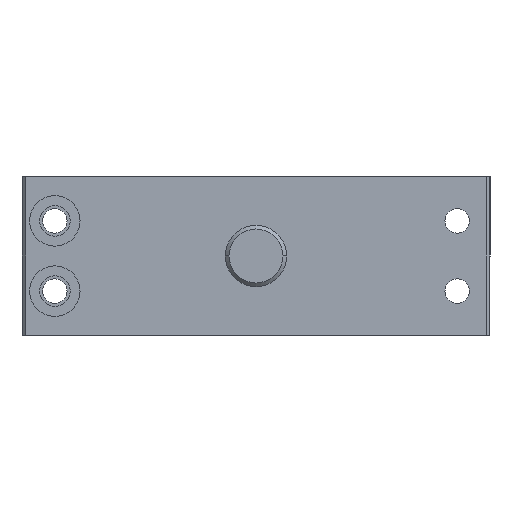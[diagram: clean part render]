
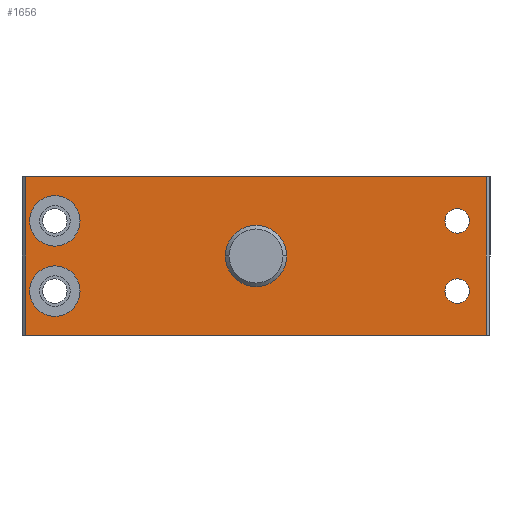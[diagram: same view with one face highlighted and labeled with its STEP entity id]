
A CAD part, left-side view. The second image highlights one B-rep face of the part: STEP entity #1656.
In plain terms, the highlighted planar face has unit normal (-1, 0, 0).
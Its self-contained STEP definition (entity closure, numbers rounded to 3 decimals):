
#121 = CARTESIAN_POINT ( 'NONE',  ( -32.472, -15.308, -13.15 ) ) ;
#131 = VECTOR ( 'NONE', #2118, 1000. ) ;
#163 = AXIS2_PLACEMENT_3D ( 'NONE', #1878, #3107, #3433 ) ;
#222 = DIRECTION ( 'NONE',  ( -1., 0., 0. ) ) ;
#266 = CARTESIAN_POINT ( 'NONE',  ( -32.472, 96.442, 9.75 ) ) ;
#281 = ORIENTED_EDGE ( 'NONE', *, *, #2786, .T. ) ;
#289 = ORIENTED_EDGE ( 'NONE', *, *, #1454, .F. ) ;
#333 = VERTEX_POINT ( 'NONE', #2298 ) ;
#334 = EDGE_LOOP ( 'NONE', ( #2774, #281 ) ) ;
#374 = LINE ( 'NONE', #3015, #2710 ) ;
#505 = FACE_BOUND ( 'NONE', #1252, .T. ) ;
#533 = VERTEX_POINT ( 'NONE', #2623 ) ;
#585 = EDGE_CURVE ( 'NONE', #1390, #333, #2499, .T. ) ;
#600 = CARTESIAN_POINT ( 'NONE',  ( -32.472, -15.308, -9.75 ) ) ;
#619 = EDGE_LOOP ( 'NONE', ( #1394, #1164 ) ) ;
#650 = VERTEX_POINT ( 'NONE', #906 ) ;
#705 = CARTESIAN_POINT ( 'NONE',  ( -32.472, -15.308, 9.75 ) ) ;
#739 = ORIENTED_EDGE ( 'NONE', *, *, #2455, .T. ) ;
#771 = CARTESIAN_POINT ( 'NONE',  ( -32.472, 104.567, 22. ) ) ;
#801 = AXIS2_PLACEMENT_3D ( 'NONE', #705, #3735, #1913 ) ;
#815 = EDGE_CURVE ( 'NONE', #650, #1363, #2093, .T. ) ;
#820 = AXIS2_PLACEMENT_3D ( 'NONE', #2667, #1444, #3576 ) ;
#822 = CIRCLE ( 'NONE', #2609, 8.5 ) ;
#832 = VECTOR ( 'NONE', #2566, 1000. ) ;
#843 = FACE_BOUND ( 'NONE', #619, .T. ) ;
#889 = DIRECTION ( 'NONE',  ( -1., 0., 0. ) ) ;
#892 = VECTOR ( 'NONE', #1492, 1000. ) ;
#906 = CARTESIAN_POINT ( 'NONE',  ( -32.472, -15.308, -6.35 ) ) ;
#913 = CIRCLE ( 'NONE', #1699, 7. ) ;
#939 = DIRECTION ( 'NONE',  ( 1., 0., 0. ) ) ;
#947 = EDGE_CURVE ( 'NONE', #1633, #333, #374, .T. ) ;
#977 = EDGE_LOOP ( 'NONE', ( #1584, #2211 ) ) ;
#982 = DIRECTION ( 'NONE',  ( 0., -1., 0. ) ) ;
#1034 = FACE_BOUND ( 'NONE', #977, .T. ) ;
#1039 = VERTEX_POINT ( 'NONE', #1889 ) ;
#1141 = DIRECTION ( 'NONE',  ( 0., -1., 0. ) ) ;
#1164 = ORIENTED_EDGE ( 'NONE', *, *, #1623, .F. ) ;
#1234 = DIRECTION ( 'NONE',  ( 0., 1., 0. ) ) ;
#1252 = EDGE_LOOP ( 'NONE', ( #1941, #289 ) ) ;
#1314 = LINE ( 'NONE', #2443, #892 ) ;
#1363 = VERTEX_POINT ( 'NONE', #121 ) ;
#1390 = VERTEX_POINT ( 'NONE', #771 ) ;
#1394 = ORIENTED_EDGE ( 'NONE', *, *, #2326, .F. ) ;
#1400 = CIRCLE ( 'NONE', #163, 7. ) ;
#1412 = DIRECTION ( 'NONE',  ( -1., 0., 0. ) ) ;
#1444 = DIRECTION ( 'NONE',  ( 1., 0., 0. ) ) ;
#1454 = EDGE_CURVE ( 'NONE', #1765, #3094, #2414, .T. ) ;
#1485 = CARTESIAN_POINT ( 'NONE',  ( -32.472, 103.442, -9.75 ) ) ;
#1492 = DIRECTION ( 'NONE',  ( 0., 0., -1. ) ) ;
#1584 = ORIENTED_EDGE ( 'NONE', *, *, #3859, .T. ) ;
#1598 = FACE_BOUND ( 'NONE', #3589, .T. ) ;
#1612 = EDGE_CURVE ( 'NONE', #1390, #3774, #1314, .T. ) ;
#1623 = EDGE_CURVE ( 'NONE', #1039, #2932, #1991, .T. ) ;
#1633 = VERTEX_POINT ( 'NONE', #2117 ) ;
#1644 = CARTESIAN_POINT ( 'NONE',  ( -32.472, 105.567, 22. ) ) ;
#1656 = ADVANCED_FACE ( 'NONE', ( #1034, #3136, #843, #3366, #505, #1598 ), #1809, .T. ) ;
#1699 = AXIS2_PLACEMENT_3D ( 'NONE', #266, #939, #1234 ) ;
#1757 = EDGE_CURVE ( 'NONE', #1363, #650, #3130, .T. ) ;
#1765 = VERTEX_POINT ( 'NONE', #1841 ) ;
#1798 = CARTESIAN_POINT ( 'NONE',  ( -32.472, 40.567, 0. ) ) ;
#1809 = PLANE ( 'NONE',  #3756 ) ;
#1841 = CARTESIAN_POINT ( 'NONE',  ( -32.472, -15.308, 6.35 ) ) ;
#1844 = AXIS2_PLACEMENT_3D ( 'NONE', #600, #3659, #982 ) ;
#1878 = CARTESIAN_POINT ( 'NONE',  ( -32.472, 96.442, -9.75 ) ) ;
#1889 = CARTESIAN_POINT ( 'NONE',  ( -32.472, 32.067, 0. ) ) ;
#1913 = DIRECTION ( 'NONE',  ( 0., -1., 0. ) ) ;
#1941 = ORIENTED_EDGE ( 'NONE', *, *, #2853, .F. ) ;
#1968 = VERTEX_POINT ( 'NONE', #1485 ) ;
#1991 = CIRCLE ( 'NONE', #3079, 8.5 ) ;
#2035 = ORIENTED_EDGE ( 'NONE', *, *, #585, .F. ) ;
#2093 = CIRCLE ( 'NONE', #2742, 3.4 ) ;
#2117 = CARTESIAN_POINT ( 'NONE',  ( -32.472, -23.433, -22. ) ) ;
#2118 = DIRECTION ( 'NONE',  ( 0., -1., 0. ) ) ;
#2205 = VERTEX_POINT ( 'NONE', #2953 ) ;
#2211 = ORIENTED_EDGE ( 'NONE', *, *, #2601, .T. ) ;
#2257 = EDGE_LOOP ( 'NONE', ( #739, #3503, #2035, #2259 ) ) ;
#2259 = ORIENTED_EDGE ( 'NONE', *, *, #1612, .T. ) ;
#2261 = VERTEX_POINT ( 'NONE', #2354 ) ;
#2298 = CARTESIAN_POINT ( 'NONE',  ( -32.472, -23.433, 22. ) ) ;
#2311 = EDGE_CURVE ( 'NONE', #533, #1968, #3848, .T. ) ;
#2323 = CARTESIAN_POINT ( 'NONE',  ( -32.472, -15.308, 13.15 ) ) ;
#2326 = EDGE_CURVE ( 'NONE', #2932, #1039, #822, .T. ) ;
#2354 = CARTESIAN_POINT ( 'NONE',  ( -32.472, 103.442, 9.75 ) ) ;
#2365 = CARTESIAN_POINT ( 'NONE',  ( -32.472, 40.567, 0. ) ) ;
#2403 = CARTESIAN_POINT ( 'NONE',  ( -32.472, 105.567, -22. ) ) ;
#2414 = CIRCLE ( 'NONE', #3278, 3.4 ) ;
#2443 = CARTESIAN_POINT ( 'NONE',  ( -32.472, 104.567, -22. ) ) ;
#2455 = EDGE_CURVE ( 'NONE', #3774, #1633, #3160, .T. ) ;
#2489 = CARTESIAN_POINT ( 'NONE',  ( -32.472, -15.308, -9.75 ) ) ;
#2499 = LINE ( 'NONE', #1644, #832 ) ;
#2566 = DIRECTION ( 'NONE',  ( 0., -1., 0. ) ) ;
#2601 = EDGE_CURVE ( 'NONE', #2261, #2205, #2867, .T. ) ;
#2609 = AXIS2_PLACEMENT_3D ( 'NONE', #2365, #222, #1141 ) ;
#2623 = CARTESIAN_POINT ( 'NONE',  ( -32.472, 89.442, -9.75 ) ) ;
#2667 = CARTESIAN_POINT ( 'NONE',  ( -32.472, 96.442, -9.75 ) ) ;
#2710 = VECTOR ( 'NONE', #3365, 1000. ) ;
#2732 = CARTESIAN_POINT ( 'NONE',  ( -32.472, 105.567, -22. ) ) ;
#2742 = AXIS2_PLACEMENT_3D ( 'NONE', #2489, #3733, #3131 ) ;
#2747 = DIRECTION ( 'NONE',  ( -1., 0., 0. ) ) ;
#2774 = ORIENTED_EDGE ( 'NONE', *, *, #2311, .T. ) ;
#2786 = EDGE_CURVE ( 'NONE', #1968, #533, #1400, .T. ) ;
#2845 = ORIENTED_EDGE ( 'NONE', *, *, #815, .F. ) ;
#2853 = EDGE_CURVE ( 'NONE', #3094, #1765, #3031, .T. ) ;
#2867 = CIRCLE ( 'NONE', #3753, 7. ) ;
#2932 = VERTEX_POINT ( 'NONE', #3762 ) ;
#2953 = CARTESIAN_POINT ( 'NONE',  ( -32.472, 89.442, 9.75 ) ) ;
#2985 = CARTESIAN_POINT ( 'NONE',  ( -32.472, -15.308, 9.75 ) ) ;
#3001 = DIRECTION ( 'NONE',  ( 0., -1., 0. ) ) ;
#3015 = CARTESIAN_POINT ( 'NONE',  ( -32.472, -23.433, -22. ) ) ;
#3021 = DIRECTION ( 'NONE',  ( 0., -1., 0. ) ) ;
#3031 = CIRCLE ( 'NONE', #801, 3.4 ) ;
#3052 = DIRECTION ( 'NONE',  ( 0., 1., 0. ) ) ;
#3079 = AXIS2_PLACEMENT_3D ( 'NONE', #1798, #889, #3021 ) ;
#3094 = VERTEX_POINT ( 'NONE', #2323 ) ;
#3107 = DIRECTION ( 'NONE',  ( 1., 0., 0. ) ) ;
#3130 = CIRCLE ( 'NONE', #1844, 3.4 ) ;
#3131 = DIRECTION ( 'NONE',  ( 0., -1., 0. ) ) ;
#3136 = FACE_OUTER_BOUND ( 'NONE', #2257, .T. ) ;
#3160 = LINE ( 'NONE', #2732, #131 ) ;
#3278 = AXIS2_PLACEMENT_3D ( 'NONE', #2985, #1412, #3001 ) ;
#3322 = DIRECTION ( 'NONE',  ( 0., -1., 0. ) ) ;
#3340 = DIRECTION ( 'NONE',  ( 1., 0., 0. ) ) ;
#3365 = DIRECTION ( 'NONE',  ( 0., 0., 1. ) ) ;
#3366 = FACE_BOUND ( 'NONE', #334, .T. ) ;
#3390 = ORIENTED_EDGE ( 'NONE', *, *, #1757, .F. ) ;
#3433 = DIRECTION ( 'NONE',  ( 0., -1., 0. ) ) ;
#3503 = ORIENTED_EDGE ( 'NONE', *, *, #947, .T. ) ;
#3576 = DIRECTION ( 'NONE',  ( 0., -1., 0. ) ) ;
#3589 = EDGE_LOOP ( 'NONE', ( #2845, #3390 ) ) ;
#3646 = CARTESIAN_POINT ( 'NONE',  ( -32.472, 96.442, 9.75 ) ) ;
#3657 = CARTESIAN_POINT ( 'NONE',  ( -32.472, 104.567, -22. ) ) ;
#3659 = DIRECTION ( 'NONE',  ( -1., 0., 0. ) ) ;
#3733 = DIRECTION ( 'NONE',  ( -1., 0., 0. ) ) ;
#3735 = DIRECTION ( 'NONE',  ( -1., 0., 0. ) ) ;
#3753 = AXIS2_PLACEMENT_3D ( 'NONE', #3646, #3340, #3052 ) ;
#3756 = AXIS2_PLACEMENT_3D ( 'NONE', #2403, #2747, #3322 ) ;
#3762 = CARTESIAN_POINT ( 'NONE',  ( -32.472, 49.067, 0. ) ) ;
#3774 = VERTEX_POINT ( 'NONE', #3657 ) ;
#3848 = CIRCLE ( 'NONE', #820, 7. ) ;
#3859 = EDGE_CURVE ( 'NONE', #2205, #2261, #913, .T. ) ;
